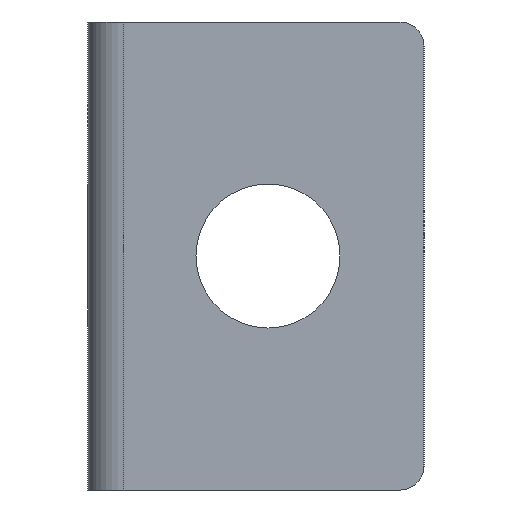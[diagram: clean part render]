
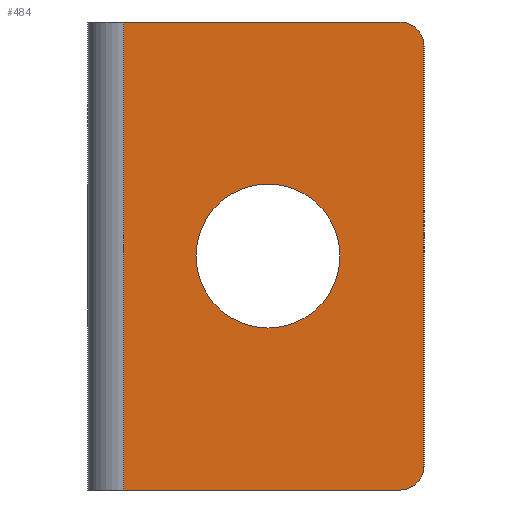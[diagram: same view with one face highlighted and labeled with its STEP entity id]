
A CAD part, left-side view. The second image highlights one B-rep face of the part: STEP entity #484.
In plain terms, the highlighted planar face has unit normal (-1, 0, 0).
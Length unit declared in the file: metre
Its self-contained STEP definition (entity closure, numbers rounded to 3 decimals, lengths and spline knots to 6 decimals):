
#26=CIRCLE('',#540,0.003);
#28=CIRCLE('',#544,0.001);
#29=CIRCLE('',#545,0.001);
#138=ORIENTED_EDGE('',*,*,#224,.T.);
#139=ORIENTED_EDGE('',*,*,#218,.F.);
#140=ORIENTED_EDGE('',*,*,#230,.T.);
#141=ORIENTED_EDGE('',*,*,#220,.F.);
#142=ORIENTED_EDGE('',*,*,#231,.F.);
#143=ORIENTED_EDGE('',*,*,#228,.F.);
#144=ORIENTED_EDGE('',*,*,#232,.T.);
#218=EDGE_CURVE('',#268,#269,#308,.F.);
#220=EDGE_CURVE('',#270,#271,#310,.T.);
#224=EDGE_CURVE('',#274,#274,#26,.F.);
#228=EDGE_CURVE('',#278,#279,#316,.F.);
#230=EDGE_CURVE('',#268,#271,#28,.T.);
#231=EDGE_CURVE('',#279,#270,#318,.F.);
#232=EDGE_CURVE('',#278,#269,#29,.T.);
#268=VERTEX_POINT('',#799);
#269=VERTEX_POINT('',#801);
#270=VERTEX_POINT('',#805);
#271=VERTEX_POINT('',#806);
#274=VERTEX_POINT('',#814);
#278=VERTEX_POINT('',#822);
#279=VERTEX_POINT('',#824);
#308=LINE('',#800,#348);
#310=LINE('',#804,#350);
#316=LINE('',#823,#356);
#318=LINE('',#828,#358);
#348=VECTOR('',#655,1.);
#350=VECTOR('',#659,1.);
#356=VECTOR('',#673,1.);
#358=VECTOR('',#679,1.);
#392=EDGE_LOOP('',(#138));
#393=EDGE_LOOP('',(#139,#140,#141,#142,#143,#144));
#434=FACE_BOUND('',#392,.T.);
#435=FACE_BOUND('',#393,.T.);
#458=PLANE('',#543);
#484=ADVANCED_FACE('',(#434,#435),#458,.T.);
#540=AXIS2_PLACEMENT_3D('',#813,#665,#666);
#543=AXIS2_PLACEMENT_3D('',#826,#675,#676);
#544=AXIS2_PLACEMENT_3D('',#827,#677,#678);
#545=AXIS2_PLACEMENT_3D('',#829,#680,#681);
#655=DIRECTION('',(0.,0.,1.));
#659=DIRECTION('',(0.,-1.,0.));
#665=DIRECTION('',(-1.,0.,0.));
#666=DIRECTION('',(0.,-1.,0.));
#673=DIRECTION('',(0.,-1.,0.));
#675=DIRECTION('',(-1.,0.,0.));
#676=DIRECTION('',(0.,-1.,0.));
#677=DIRECTION('',(-1.,0.,0.));
#678=DIRECTION('',(0.,-1.,0.));
#679=DIRECTION('',(0.,0.,-1.));
#680=DIRECTION('',(-1.,0.,0.));
#681=DIRECTION('',(0.,-1.,0.));
#799=CARTESIAN_POINT('',(-0.07755,-0.014,0.00875));
#800=CARTESIAN_POINT('',(-0.07755,-0.014,0.));
#801=CARTESIAN_POINT('',(-0.07755,-0.014,-0.00875));
#804=CARTESIAN_POINT('',(-0.07755,-0.0075,0.00975));
#805=CARTESIAN_POINT('',(-0.07755,-0.0015,0.00975));
#806=CARTESIAN_POINT('',(-0.07755,-0.013,0.00975));
#813=CARTESIAN_POINT('',(-0.07755,-0.0075,0.));
#814=CARTESIAN_POINT('',(-0.07755,-0.0105,0.));
#822=CARTESIAN_POINT('',(-0.07755,-0.013,-0.00975));
#823=CARTESIAN_POINT('',(-0.07755,-0.0075,-0.00975));
#824=CARTESIAN_POINT('',(-0.07755,-0.0015,-0.00975));
#826=CARTESIAN_POINT('',(-0.07755,-0.0075,0.));
#827=CARTESIAN_POINT('',(-0.07755,-0.013,0.00875));
#828=CARTESIAN_POINT('',(-0.07755,-0.0015,0.));
#829=CARTESIAN_POINT('',(-0.07755,-0.013,-0.00875));
